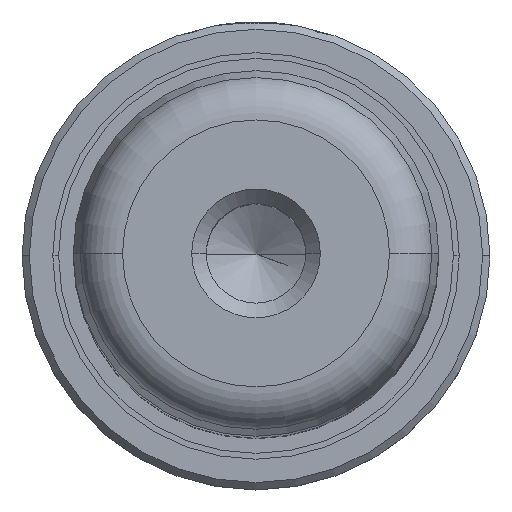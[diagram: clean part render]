
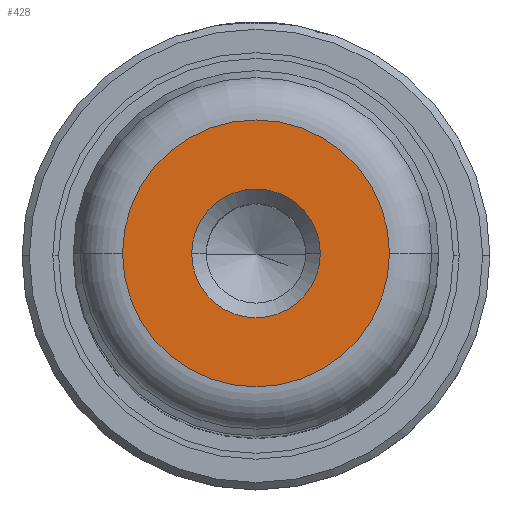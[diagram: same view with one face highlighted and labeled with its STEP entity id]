
A CAD part, top view. The second image highlights one B-rep face of the part: STEP entity #428.
In plain terms, the highlighted planar face has unit normal (0, 0, 1).
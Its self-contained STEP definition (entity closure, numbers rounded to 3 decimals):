
#135 = AXIS2_PLACEMENT_3D ( 'NONE', #2345, #2124, #2222 ) ;
#290 = DIRECTION ( 'NONE',  ( 1., 0., 0. ) ) ;
#305 = VERTEX_POINT ( 'NONE', #816 ) ;
#312 = DIRECTION ( 'NONE',  ( 0., 0., 1. ) ) ;
#343 = AXIS2_PLACEMENT_3D ( 'NONE', #368, #312, #290 ) ;
#368 = CARTESIAN_POINT ( 'NONE',  ( 0., 0., 170. ) ) ;
#375 = AXIS2_PLACEMENT_3D ( 'NONE', #1283, #1278, #1271 ) ;
#410 = FACE_OUTER_BOUND ( 'NONE', #1172, .T. ) ;
#428 = ADVANCED_FACE ( 'NONE', ( #1449, #410 ), #637, .T. ) ;
#537 = DIRECTION ( 'NONE',  ( 1., 0., 0. ) ) ;
#542 = DIRECTION ( 'NONE',  ( 0., 0., 1. ) ) ;
#567 = CARTESIAN_POINT ( 'NONE',  ( 0., 0., 170. ) ) ;
#605 = CIRCLE ( 'NONE', #1862, 4.4 ) ;
#637 = PLANE ( 'NONE',  #706 ) ;
#681 = VERTEX_POINT ( 'NONE', #2186 ) ;
#706 = AXIS2_PLACEMENT_3D ( 'NONE', #567, #542, #537 ) ;
#768 = VERTEX_POINT ( 'NONE', #2085 ) ;
#816 = CARTESIAN_POINT ( 'NONE',  ( 4.4, 0., 170. ) ) ;
#981 = CIRCLE ( 'NONE', #135, 9.126 ) ;
#998 = DIRECTION ( 'NONE',  ( 1., 0., 0. ) ) ;
#1008 = DIRECTION ( 'NONE',  ( 0., 0., -1. ) ) ;
#1010 = CARTESIAN_POINT ( 'NONE',  ( 0., 0., 170. ) ) ;
#1172 = EDGE_LOOP ( 'NONE', ( #2154, #2317 ) ) ;
#1271 = DIRECTION ( 'NONE',  ( 1., 0., 0. ) ) ;
#1278 = DIRECTION ( 'NONE',  ( 0., 0., -1. ) ) ;
#1283 = CARTESIAN_POINT ( 'NONE',  ( 0., 0., 170. ) ) ;
#1372 = EDGE_LOOP ( 'NONE', ( #2007, #1507 ) ) ;
#1379 = VERTEX_POINT ( 'NONE', #1410 ) ;
#1401 = EDGE_CURVE ( 'NONE', #305, #681, #2262, .T. ) ;
#1410 = CARTESIAN_POINT ( 'NONE',  ( -9.126, 0., 170. ) ) ;
#1422 = CIRCLE ( 'NONE', #343, 9.126 ) ;
#1449 = FACE_BOUND ( 'NONE', #1372, .T. ) ;
#1478 = EDGE_CURVE ( 'NONE', #681, #305, #605, .T. ) ;
#1507 = ORIENTED_EDGE ( 'NONE', *, *, #1478, .T. ) ;
#1830 = EDGE_CURVE ( 'NONE', #768, #1379, #981, .T. ) ;
#1862 = AXIS2_PLACEMENT_3D ( 'NONE', #1010, #1008, #998 ) ;
#2007 = ORIENTED_EDGE ( 'NONE', *, *, #1401, .T. ) ;
#2085 = CARTESIAN_POINT ( 'NONE',  ( 9.126, 0., 170. ) ) ;
#2124 = DIRECTION ( 'NONE',  ( 0., 0., 1. ) ) ;
#2154 = ORIENTED_EDGE ( 'NONE', *, *, #1830, .T. ) ;
#2186 = CARTESIAN_POINT ( 'NONE',  ( -4.4, 0., 170. ) ) ;
#2222 = DIRECTION ( 'NONE',  ( 1., 0., 0. ) ) ;
#2262 = CIRCLE ( 'NONE', #375, 4.4 ) ;
#2317 = ORIENTED_EDGE ( 'NONE', *, *, #2365, .T. ) ;
#2345 = CARTESIAN_POINT ( 'NONE',  ( 0., 0., 170. ) ) ;
#2365 = EDGE_CURVE ( 'NONE', #1379, #768, #1422, .T. ) ;
